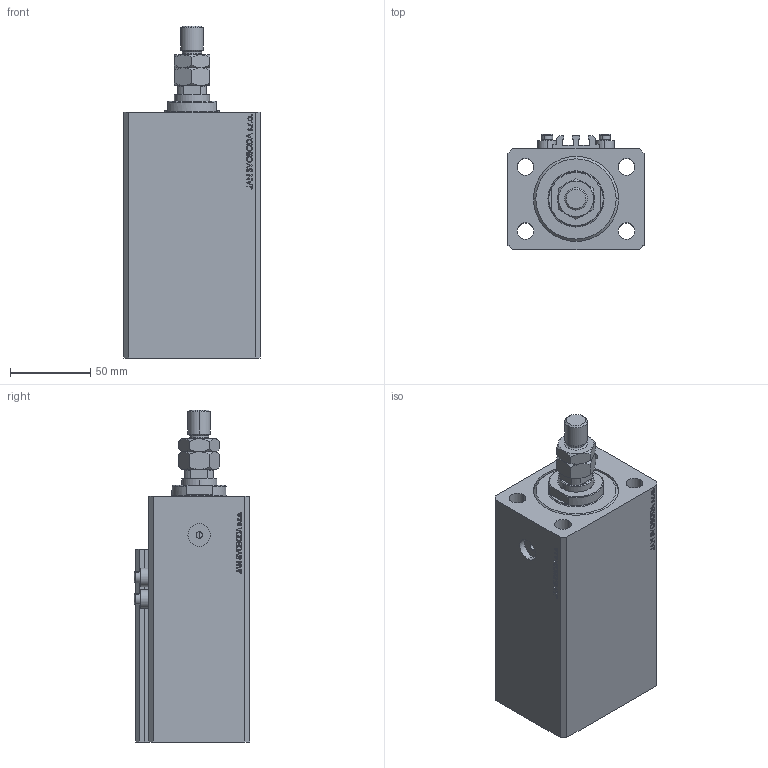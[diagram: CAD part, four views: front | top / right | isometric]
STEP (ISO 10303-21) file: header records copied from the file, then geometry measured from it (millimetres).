
FILE_DESCRIPTION (( 'STEP AP203' ), '1' );
FILE_NAME ('4de3.STEP', '2022-04-09T18:36:58', ( '' ), ( '' ), 'SwSTEP 2.0', 'SolidWorks 2019', '' );
FILE_SCHEMA (( 'CONFIG_CONTROL_DESIGN' ));
Length unit declared in the file: millimetre
Products named in the file (6): V250CE_C_VCP 10823f759fdb4c215f5db12c1e92ae89; MTA 10823f759fdb4c215f5db12c1e92ae89; V250CE_C_Body 10823f759fdb4c215f5db12c1e92ae89; 4de3; V250CE_VC_C 10823f759fdb4c215f5db12c1e92ae89; ALLEN BOLT V250CE 10823f759fdb4c215f5db12c1e92ae89
Assembly tree (8 placements, depth 2):
  4de3
    V250CE_C_Body 10823f759fdb4c215f5db12c1e92ae89
    ALLEN BOLT V250CE 10823f759fdb4c215f5db12c1e92ae89  x4
    V250CE_C_VCP 10823f759fdb4c215f5db12c1e92ae89
    V250CE_VC_C 10823f759fdb4c215f5db12c1e92ae89
    MTA 10823f759fdb4c215f5db12c1e92ae89
Bounding box: 85 x 72 x 206.9 mm (x, y, z)
Volume: 724650.3 mm3; surface area: 140853.3 mm2
Topology: 9 solids, 9 shells, 1087 faces, 2710 edges, 1761 vertices
Faces by surface type: plane 519, bspline 374, cylinder 92, cone 86, torus 16
Entity records: 48943 total; most frequent: CARTESIAN_POINT 26428, ORIENTED_EDGE 5110, DIRECTION 3243, EDGE_CURVE 2555, VERTEX_POINT 1677, LINE 1511, VECTOR 1511, EDGE_LOOP 1138
